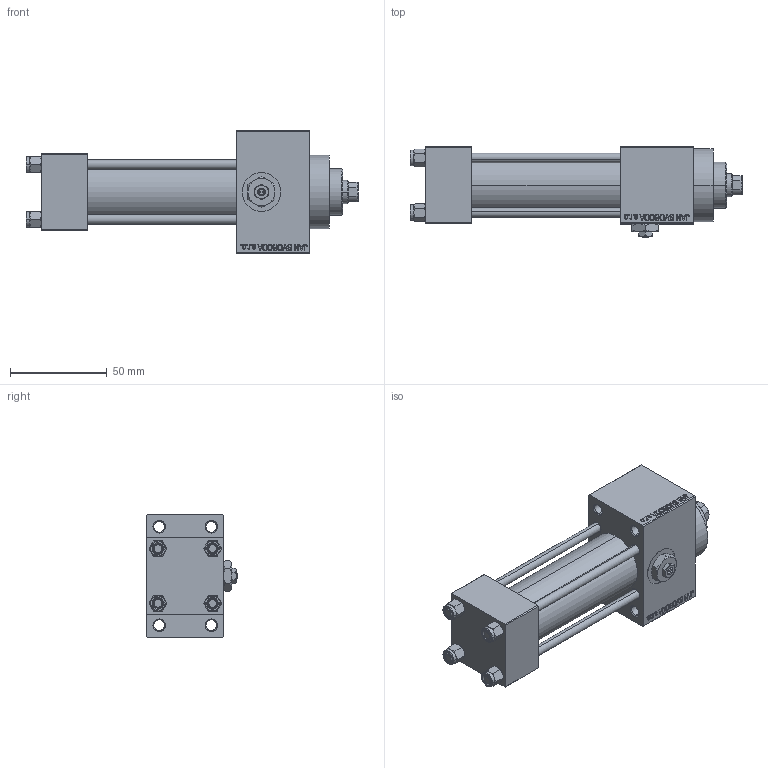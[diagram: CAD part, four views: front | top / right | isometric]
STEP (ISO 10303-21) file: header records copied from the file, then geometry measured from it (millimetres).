
FILE_DESCRIPTION (( 'STEP AP203' ), '1' );
FILE_NAME ('1043.STEP', '2022-04-15T01:38:17', ( '' ), ( '' ), 'SwSTEP 2.0', 'SolidWorks 2019', '' );
FILE_SCHEMA (( 'CONFIG_CONTROL_DESIGN' ));
Length unit declared in the file: millimetre
Products named in the file (7): NUT_M5_D 417836320f7475420bbeb40b85da4ae7; V215CR_D_TYCINKA 417836320f7475420bbeb40b85da4ae7; 1043; V215CR_D_Body 417836320f7475420bbeb40b85da4ae7; V215CR_VCP_D 417836320f7475420bbeb40b85da4ae7; Zatka_pro_OIL_PORT 417836320f7475420bbeb40b85da4ae7; V215_VC_A 417836320f7475420bbeb40b85da4ae7
Assembly tree (12 placements, depth 2):
  1043
    V215CR_D_Body 417836320f7475420bbeb40b85da4ae7
    V215CR_VCP_D 417836320f7475420bbeb40b85da4ae7
    NUT_M5_D 417836320f7475420bbeb40b85da4ae7  x4
    V215CR_D_TYCINKA 417836320f7475420bbeb40b85da4ae7  x4
    V215_VC_A 417836320f7475420bbeb40b85da4ae7
    Zatka_pro_OIL_PORT 417836320f7475420bbeb40b85da4ae7
Bounding box: 172 x 47 x 64 mm (x, y, z)
Volume: 188795.9 mm3; surface area: 70519.1 mm2
Topology: 12 solids, 12 shells, 1158 faces, 2864 edges, 1845 vertices
Faces by surface type: plane 521, bspline 368, cone 164, cylinder 97, torus 8
Entity records: 48963 total; most frequent: CARTESIAN_POINT 25611, ORIENTED_EDGE 5220, DIRECTION 3414, EDGE_CURVE 2610, VERTEX_POINT 1701, LINE 1542, VECTOR 1542, EDGE_LOOP 1175
